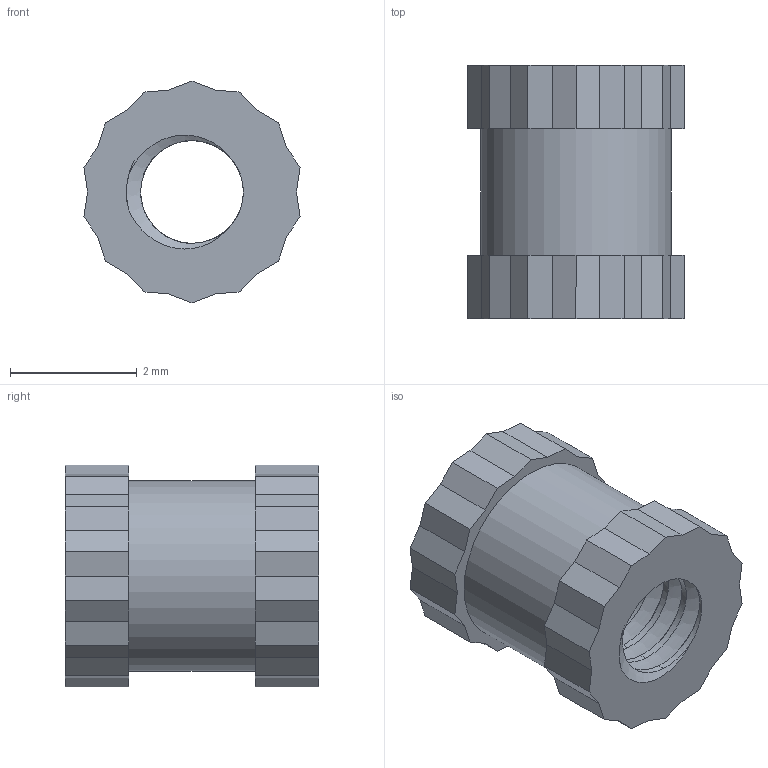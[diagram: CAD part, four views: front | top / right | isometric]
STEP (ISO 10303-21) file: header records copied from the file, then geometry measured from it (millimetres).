
FILE_DESCRIPTION(/* description */ (''),/* implementation_level */ '2;1');
FILE_NAME(/* name */ 'insert_M2x4.step',/* time_stamp */ '2021-10-20T00:00:00+03:00',/* author */ (''),/* organization */ (''),/* preprocessor_version */ 'ST-DEVELOPER v18.1',/* originating_system */ 'Autodesk Translation Framework v10.10.0.1391',/* authorisation */ '');
FILE_SCHEMA (('AUTOMOTIVE_DESIGN { 1 0 10303 214 3 1 1 }'));
Length unit declared in the file: millimetre
Products named in the file (1): insert_M2x4
Bounding box: 3.41 x 4 x 3.5 mm (x, y, z)
Volume: 21.8 mm3; surface area: 95.4 mm2
Topology: 1 solids, 1 shells, 85 faces, 243 edges, 162 vertices
Faces by surface type: plane 60, cylinder 23, bspline 2
Full cylindrical faces by diameter (mm): 1.623 x5, 2.074 x2, 3 x1
Entity records: 4117 total; most frequent: CARTESIAN_POINT 1943, ORIENTED_EDGE 486, DIRECTION 369, EDGE_CURVE 243, LINE 189, VECTOR 189, VERTEX_POINT 162, AXIS2_PLACEMENT_3D 90
